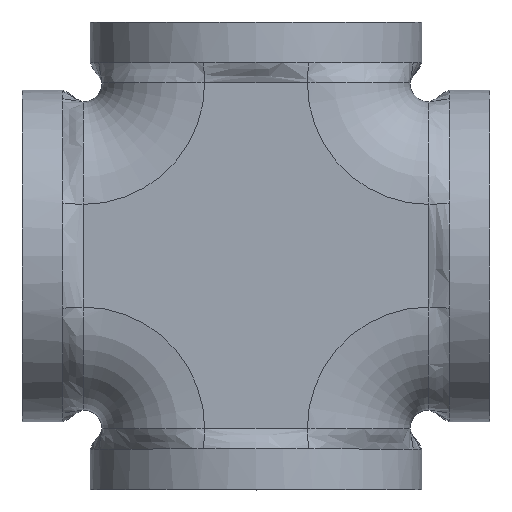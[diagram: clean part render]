
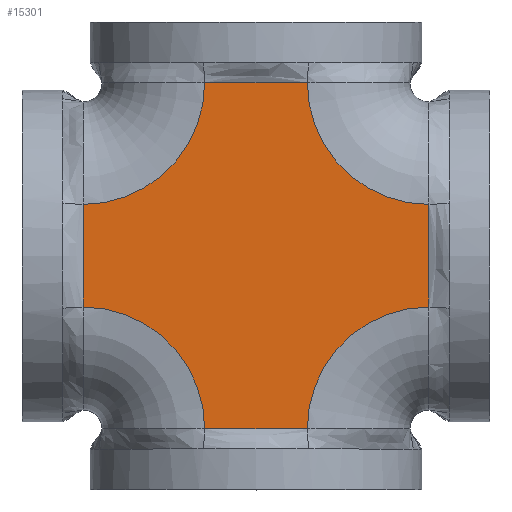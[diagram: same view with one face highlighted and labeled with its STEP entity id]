
A CAD part, top view. The second image highlights one B-rep face of the part: STEP entity #15301.
In plain terms, the highlighted planar face has unit normal (0, 0, 1).
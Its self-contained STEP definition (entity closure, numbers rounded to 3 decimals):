
#12284=CARTESIAN_POINT('',(-1.095,2.457,4.235));
#12285=VERTEX_POINT('',#12284);
#12364=CARTESIAN_POINT('',(-1.095,0.783,4.235));
#12365=VERTEX_POINT('',#12364);
#12373=CARTESIAN_POINT('',(-1.095,0.783,4.235));
#12374=DIRECTION('',(0.0,1.0,0.0));
#12375=VECTOR('',#12374,1.673);
#12376=LINE('',#12373,#12375);
#12377=EDGE_CURVE('',#12365,#12285,#12376,.T.);
#12880=CARTESIAN_POINT('',(2.562,4.44,4.235));
#12881=VERTEX_POINT('',#12880);
#12968=CARTESIAN_POINT('',(0.888,4.44,4.235));
#12969=VERTEX_POINT('',#12968);
#12977=CARTESIAN_POINT('',(0.888,4.44,4.235));
#12978=DIRECTION('',(1.0,0.0,0.0));
#12979=VECTOR('',#12978,1.673);
#12980=LINE('',#12977,#12979);
#12981=EDGE_CURVE('',#12969,#12881,#12980,.T.);
#13719=CARTESIAN_POINT('',(4.545,2.457,4.235));
#13720=VERTEX_POINT('',#13719);
#14297=CARTESIAN_POINT('',(4.545,0.783,4.235));
#14298=VERTEX_POINT('',#14297);
#14378=CARTESIAN_POINT('',(4.545,2.457,4.235));
#14379=DIRECTION('',(0.0,-1.0,0.0));
#14380=VECTOR('',#14379,1.673);
#14381=LINE('',#14378,#14380);
#14382=EDGE_CURVE('',#13720,#14298,#14381,.T.);
#14639=CARTESIAN_POINT('',(2.562,-1.2,4.235));
#14640=VERTEX_POINT('',#14639);
#14703=CARTESIAN_POINT('',(0.888,-1.2,4.235));
#14704=VERTEX_POINT('',#14703);
#14705=CARTESIAN_POINT('',(2.562,-1.2,4.235));
#14706=DIRECTION('',(-1.0,0.0,0.0));
#14707=VECTOR('',#14706,1.673);
#14708=LINE('',#14705,#14707);
#14709=EDGE_CURVE('',#14640,#14704,#14708,.T.);
#15258=CARTESIAN_POINT('',(4.545,4.44,4.235));
#15259=DIRECTION('',(0.,0.,1.0));
#15260=DIRECTION('',(-0.707,-0.707,0.));
#15261=AXIS2_PLACEMENT_3D('',#15258,#15259,#15260);
#15262=CIRCLE('',#15261,1.983);
#15263=EDGE_CURVE('',#12881,#13720,#15262,.T.);
#15268=CARTESIAN_POINT('',(1.725,1.62,4.235));
#15269=DIRECTION('',(0.0,0.0,1.0));
#15270=DIRECTION('',(1.0,0.0,0.0));
#15271=AXIS2_PLACEMENT_3D('',#15268,#15269,#15270);
#15272=PLANE('',#15271);
#15273=ORIENTED_EDGE('',*,*,#15263,.F.);
#15274=ORIENTED_EDGE('',*,*,#12981,.F.);
#15275=CARTESIAN_POINT('',(-1.095,4.44,4.235));
#15276=DIRECTION('',(0.,0.,1.));
#15277=DIRECTION('',(0.707,-0.707,0.));
#15278=AXIS2_PLACEMENT_3D('',#15275,#15276,#15277);
#15279=CIRCLE('',#15278,1.983);
#15280=EDGE_CURVE('',#12285,#12969,#15279,.T.);
#15281=ORIENTED_EDGE('',*,*,#15280,.F.);
#15282=ORIENTED_EDGE('',*,*,#12377,.F.);
#15283=CARTESIAN_POINT('',(-1.095,-1.2,4.235));
#15284=DIRECTION('',(0.,0.,1.));
#15285=DIRECTION('',(0.707,0.707,0.));
#15286=AXIS2_PLACEMENT_3D('',#15283,#15284,#15285);
#15287=CIRCLE('',#15286,1.983);
#15288=EDGE_CURVE('',#14704,#12365,#15287,.T.);
#15289=ORIENTED_EDGE('',*,*,#15288,.F.);
#15290=ORIENTED_EDGE('',*,*,#14709,.F.);
#15291=CARTESIAN_POINT('',(4.545,-1.2,4.235));
#15292=DIRECTION('',(0.,0.,1.0));
#15293=DIRECTION('',(-0.707,0.707,0.));
#15294=AXIS2_PLACEMENT_3D('',#15291,#15292,#15293);
#15295=CIRCLE('',#15294,1.983);
#15296=EDGE_CURVE('',#14298,#14640,#15295,.T.);
#15297=ORIENTED_EDGE('',*,*,#15296,.F.);
#15298=ORIENTED_EDGE('',*,*,#14382,.F.);
#15299=EDGE_LOOP('',(#15273,#15274,#15281,#15282,#15289,#15290,#15297,#15298));
#15300=FACE_OUTER_BOUND('',#15299,.T.);
#15301=ADVANCED_FACE('',(#15300),#15272,.T.);
